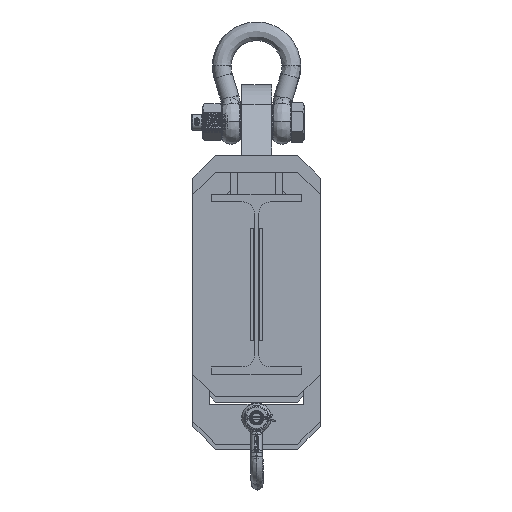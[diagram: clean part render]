
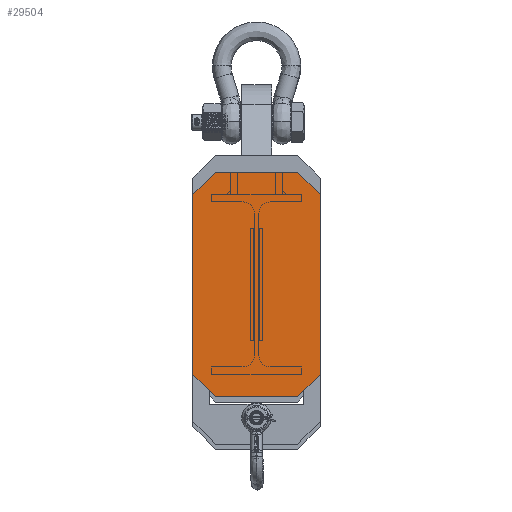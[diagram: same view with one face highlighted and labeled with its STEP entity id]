
A CAD part, top view. The second image highlights one B-rep face of the part: STEP entity #29504.
In plain terms, the highlighted face is planar.
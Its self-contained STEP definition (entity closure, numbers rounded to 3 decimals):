
#5350=FACE_OUTER_BOUND('',#7075,.T.);
#7075=EDGE_LOOP('',(#26962,#26963,#26964,#26965,#26966,#26967,#26968,#26969));
#9101=LINE('',#81320,#11139);
#9103=LINE('',#81324,#11141);
#9106=LINE('',#81330,#11144);
#9107=LINE('',#81332,#11145);
#9108=LINE('',#81334,#11146);
#9109=LINE('',#81336,#11147);
#9110=LINE('',#81338,#11148);
#9111=LINE('',#81339,#11149);
#11139=VECTOR('',#36371,10.);
#11141=VECTOR('',#36375,10.);
#11144=VECTOR('',#36380,10.);
#11145=VECTOR('',#36381,10.);
#11146=VECTOR('',#36382,10.);
#11147=VECTOR('',#36383,10.);
#11148=VECTOR('',#36384,10.);
#11149=VECTOR('',#36385,10.);
#13983=VERTEX_POINT('',#81317);
#13984=VERTEX_POINT('',#81319);
#13985=VERTEX_POINT('',#81323);
#13987=VERTEX_POINT('',#81329);
#13988=VERTEX_POINT('',#81331);
#13989=VERTEX_POINT('',#81333);
#13990=VERTEX_POINT('',#81335);
#13991=VERTEX_POINT('',#81337);
#18319=EDGE_CURVE('',#13983,#13984,#9101,.T.);
#18321=EDGE_CURVE('',#13984,#13985,#9103,.T.);
#18324=EDGE_CURVE('',#13987,#13983,#9106,.T.);
#18325=EDGE_CURVE('',#13988,#13987,#9107,.T.);
#18326=EDGE_CURVE('',#13989,#13988,#9108,.T.);
#18327=EDGE_CURVE('',#13990,#13989,#9109,.T.);
#18328=EDGE_CURVE('',#13991,#13990,#9110,.T.);
#18329=EDGE_CURVE('',#13985,#13991,#9111,.T.);
#26962=ORIENTED_EDGE('',*,*,#18319,.F.);
#26963=ORIENTED_EDGE('',*,*,#18324,.F.);
#26964=ORIENTED_EDGE('',*,*,#18325,.F.);
#26965=ORIENTED_EDGE('',*,*,#18326,.F.);
#26966=ORIENTED_EDGE('',*,*,#18327,.F.);
#26967=ORIENTED_EDGE('',*,*,#18328,.F.);
#26968=ORIENTED_EDGE('',*,*,#18329,.F.);
#26969=ORIENTED_EDGE('',*,*,#18321,.F.);
#27860=PLANE('',#31383);
#29504=ADVANCED_FACE('',(#5350),#27860,.F.);
#31383=AXIS2_PLACEMENT_3D('',#81328,#36378,#36379);
#36371=DIRECTION('',(0.707,-0.707,0.));
#36375=DIRECTION('',(1.,0.,0.));
#36378=DIRECTION('center_axis',(0.,0.,1.));
#36379=DIRECTION('ref_axis',(1.,0.,0.));
#36380=DIRECTION('',(0.,-1.,0.));
#36381=DIRECTION('',(-0.707,-0.707,0.));
#36382=DIRECTION('',(-1.,0.,0.));
#36383=DIRECTION('',(-0.707,0.707,0.));
#36384=DIRECTION('',(0.,1.,0.));
#36385=DIRECTION('',(0.707,0.707,0.));
#81317=CARTESIAN_POINT('',(-85.,-120.,0.));
#81319=CARTESIAN_POINT('',(-55.,-150.,0.));
#81320=CARTESIAN_POINT('',(-86.25,-118.75,0.));
#81323=CARTESIAN_POINT('',(55.,-150.,0.));
#81324=CARTESIAN_POINT('',(-85.,-150.,0.));
#81328=CARTESIAN_POINT('Origin',(0.,0.,
0.));
#81329=CARTESIAN_POINT('',(-85.,120.,0.));
#81330=CARTESIAN_POINT('',(-85.,150.,0.));
#81331=CARTESIAN_POINT('',(-55.,150.,0.));
#81332=CARTESIAN_POINT('',(-86.25,118.75,0.));
#81333=CARTESIAN_POINT('',(55.,150.,0.));
#81334=CARTESIAN_POINT('',(85.,150.,0.));
#81335=CARTESIAN_POINT('',(85.,120.,0.));
#81336=CARTESIAN_POINT('',(86.25,118.75,0.));
#81337=CARTESIAN_POINT('',(85.,-120.,0.));
#81338=CARTESIAN_POINT('',(85.,-150.,0.));
#81339=CARTESIAN_POINT('',(86.25,-118.75,0.));
